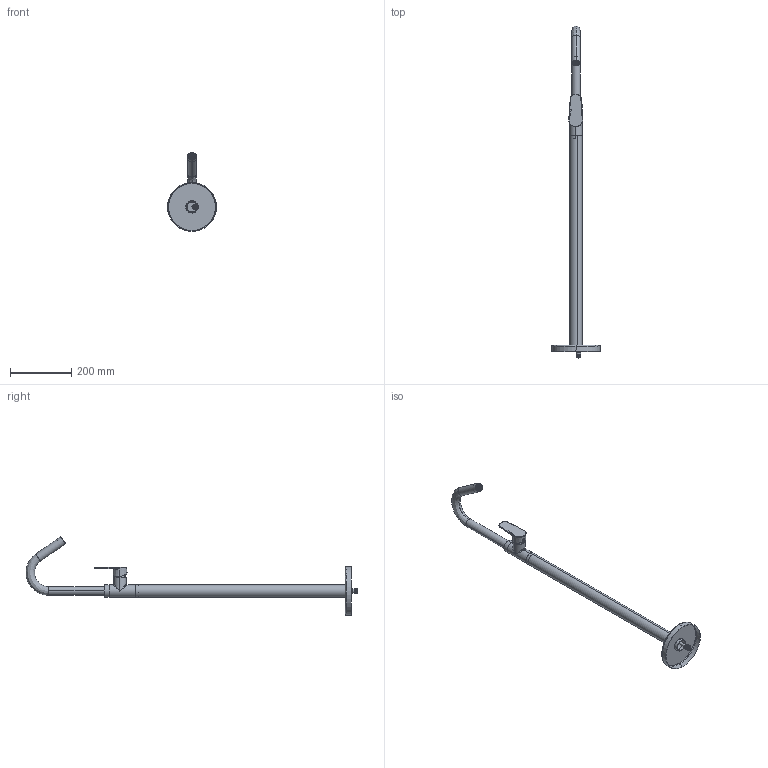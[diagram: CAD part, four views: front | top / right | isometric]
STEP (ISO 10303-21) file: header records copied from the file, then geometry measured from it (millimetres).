
FILE_DESCRIPTION (( 'STEP AP203' ), '1' );
FILE_NAME ('36AP03368_00.STEP', '2021-04-07T10:47:37', ( '' ), ( '' ), 'SwSTEP 2.0', 'SolidWorks 2018', '' );
FILE_SCHEMA (( 'CONFIG_CONTROL_DESIGN' ));
Length unit declared in the file: millimetre
Products named in the file (1): 36AP03368_00
Bounding box: 160 x 1087.9 x 257.97 mm (x, y, z)
Volume: 367531.4 mm3; surface area: 389515.9 mm2
Topology: 17 solids, 17 shells, 1494 faces, 3695 edges, 2448 vertices
Faces by surface type: plane 1201, cylinder 233, torus 36, bspline 16, cone 6, sphere 2
Entity records: 47077 total; most frequent: CARTESIAN_POINT 11092, ORIENTED_EDGE 7382, DIRECTION 7144, EDGE_CURVE 3691, LINE 3064, VECTOR 3064, VERTEX_POINT 2448, AXIS2_PLACEMENT_3D 2040
